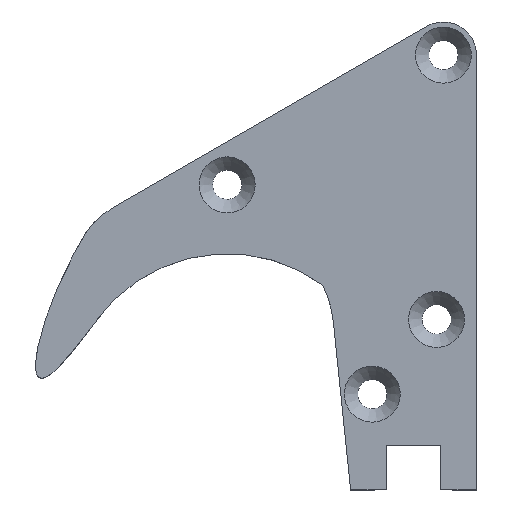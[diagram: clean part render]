
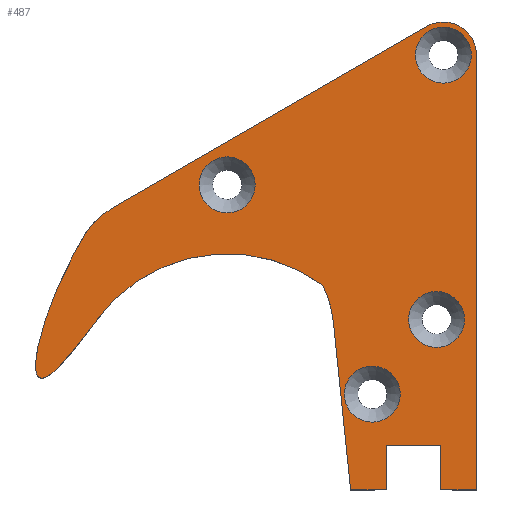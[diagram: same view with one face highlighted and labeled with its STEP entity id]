
A CAD part, top view. The second image highlights one B-rep face of the part: STEP entity #487.
In plain terms, the highlighted planar face has unit normal (0, 0, 1).
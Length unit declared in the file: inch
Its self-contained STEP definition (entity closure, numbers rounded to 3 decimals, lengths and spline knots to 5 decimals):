
#17=(
BOUNDED_CURVE()
B_SPLINE_CURVE(5,(#952,#953,#954,#955,#956,#957,#958,#959,#960,#961,#962,
#963,#964,#965,#966,#967,#968,#969,#970,#971,#972,#973,#974,#975,#976),
 .UNSPECIFIED.,.F.,.F.)
B_SPLINE_CURVE_WITH_KNOTS((6,1,1,1,1,1,1,1,1,1,1,1,1,1,1,1,1,1,1,1,6),(-1.,
-0.95,-0.9,-0.85,-0.8,-0.75,-0.7,-0.65,-0.6,-0.55,-0.5,-0.45,-0.4,-0.35,
-0.3,-0.25,-0.2,-0.15,-0.1,-0.05,0.),.UNSPECIFIED.)
CURVE()
GEOMETRIC_REPRESENTATION_ITEM()
RATIONAL_B_SPLINE_CURVE((1.,1.,1.,1.,1.,1.,1.,1.,1.,1.,1.,1.,1.,1.,1.,1.,
1.,1.,1.,1.,1.,1.,1.,1.,1.))
REPRESENTATION_ITEM('')
);
#23=FACE_BOUND('',#105,.T.);
#24=FACE_BOUND('',#106,.T.);
#25=FACE_BOUND('',#107,.T.);
#26=FACE_BOUND('',#108,.T.);
#37=PLANE('',#554);
#74=FACE_OUTER_BOUND('',#104,.T.);
#104=EDGE_LOOP('',(#442,#443,#444,#445,#446,#447,#448,#449,#450,#451,#452,
#453));
#105=EDGE_LOOP('',(#454));
#106=EDGE_LOOP('',(#455));
#107=EDGE_LOOP('',(#456));
#108=EDGE_LOOP('',(#457));
#131=LINE('',#898,#168);
#137=LINE('',#988,#174);
#138=LINE('',#992,#175);
#139=LINE('',#996,#176);
#140=LINE('',#1001,#177);
#141=LINE('',#1004,#178);
#143=LINE('',#1009,#180);
#145=LINE('',#1035,#182);
#168=VECTOR('',#633,0.3937);
#174=VECTOR('',#649,0.3937);
#175=VECTOR('',#654,0.3937);
#176=VECTOR('',#659,0.3937);
#177=VECTOR('',#664,0.3937);
#178=VECTOR('',#669,0.3937);
#180=VECTOR('',#675,0.3937);
#182=VECTOR('',#697,0.3937);
#183=CIRCLE('',#503,0.2535);
#186=CIRCLE('',#508,0.2535);
#189=CIRCLE('',#513,0.2535);
#192=CIRCLE('',#518,0.2535);
#200=CIRCLE('',#530,1.46066);
#201=CIRCLE('',#532,0.96607);
#209=CIRCLE('',#552,0.3);
#210=VERTEX_POINT('',#702);
#213=VERTEX_POINT('',#712);
#216=VERTEX_POINT('',#722);
#219=VERTEX_POINT('',#732);
#241=VERTEX_POINT('',#895);
#242=VERTEX_POINT('',#897);
#243=VERTEX_POINT('',#950);
#244=VERTEX_POINT('',#978);
#245=VERTEX_POINT('',#982);
#246=VERTEX_POINT('',#986);
#247=VERTEX_POINT('',#990);
#248=VERTEX_POINT('',#994);
#249=VERTEX_POINT('',#998);
#250=VERTEX_POINT('',#1000);
#251=VERTEX_POINT('',#1007);
#253=VERTEX_POINT('',#1031);
#254=EDGE_CURVE('',#210,#210,#183,.T.);
#259=EDGE_CURVE('',#213,#213,#186,.T.);
#264=EDGE_CURVE('',#216,#216,#189,.T.);
#269=EDGE_CURVE('',#219,#219,#192,.T.);
#294=EDGE_CURVE('',#242,#241,#131,.T.);
#297=EDGE_CURVE('',#241,#243,#17,.T.);
#299=EDGE_CURVE('',#243,#244,#200,.T.);
#301=EDGE_CURVE('',#244,#245,#201,.T.);
#303=EDGE_CURVE('',#245,#246,#137,.T.);
#305=EDGE_CURVE('',#246,#247,#138,.T.);
#307=EDGE_CURVE('',#247,#248,#139,.T.);
#309=EDGE_CURVE('',#250,#249,#140,.T.);
#311=EDGE_CURVE('',#248,#250,#141,.T.);
#314=EDGE_CURVE('',#249,#251,#143,.T.);
#319=EDGE_CURVE('',#253,#242,#209,.T.);
#321=EDGE_CURVE('',#251,#253,#145,.T.);
#442=ORIENTED_EDGE('',*,*,#309,.T.);
#443=ORIENTED_EDGE('',*,*,#314,.T.);
#444=ORIENTED_EDGE('',*,*,#321,.T.);
#445=ORIENTED_EDGE('',*,*,#319,.T.);
#446=ORIENTED_EDGE('',*,*,#294,.T.);
#447=ORIENTED_EDGE('',*,*,#297,.T.);
#448=ORIENTED_EDGE('',*,*,#299,.T.);
#449=ORIENTED_EDGE('',*,*,#301,.T.);
#450=ORIENTED_EDGE('',*,*,#303,.T.);
#451=ORIENTED_EDGE('',*,*,#305,.T.);
#452=ORIENTED_EDGE('',*,*,#307,.T.);
#453=ORIENTED_EDGE('',*,*,#311,.T.);
#454=ORIENTED_EDGE('',*,*,#254,.T.);
#455=ORIENTED_EDGE('',*,*,#259,.T.);
#456=ORIENTED_EDGE('',*,*,#264,.T.);
#457=ORIENTED_EDGE('',*,*,#269,.T.);
#487=ADVANCED_FACE('',(#74,#23,#24,#25,#26),#37,.T.);
#503=AXIS2_PLACEMENT_3D('',#703,#559,#560);
#508=AXIS2_PLACEMENT_3D('',#713,#571,#572);
#513=AXIS2_PLACEMENT_3D('',#723,#583,#584);
#518=AXIS2_PLACEMENT_3D('',#733,#595,#596);
#530=AXIS2_PLACEMENT_3D('',#980,#639,#640);
#532=AXIS2_PLACEMENT_3D('',#984,#644,#645);
#552=AXIS2_PLACEMENT_3D('',#1032,#692,#693);
#554=AXIS2_PLACEMENT_3D('',#1036,#698,#699);
#559=DIRECTION('center_axis',(0.,0.,-1.));
#560=DIRECTION('ref_axis',(1.,0.,0.));
#571=DIRECTION('center_axis',(0.,0.,-1.));
#572=DIRECTION('ref_axis',(1.,0.,0.));
#583=DIRECTION('center_axis',(0.,0.,-1.));
#584=DIRECTION('ref_axis',(1.,0.,0.));
#595=DIRECTION('center_axis',(0.,0.,-1.));
#596=DIRECTION('ref_axis',(1.,0.,0.));
#633=DIRECTION('',(-0.866,-0.5,0.));
#639=DIRECTION('center_axis',(0.,0.,-1.));
#640=DIRECTION('ref_axis',(0.592,0.806,0.));
#644=DIRECTION('center_axis',(0.,0.,-1.));
#645=DIRECTION('ref_axis',(0.995,0.102,0.));
#649=DIRECTION('',(0.102,-0.995,0.));
#654=DIRECTION('',(1.,0.,0.));
#659=DIRECTION('',(0.,1.,0.));
#664=DIRECTION('',(0.,-1.,0.));
#669=DIRECTION('',(1.,0.,0.));
#675=DIRECTION('',(1.,0.,0.));
#692=DIRECTION('center_axis',(0.,0.,1.));
#693=DIRECTION('ref_axis',(1.,0.,0.));
#697=DIRECTION('',(0.,1.,0.));
#698=DIRECTION('center_axis',(0.,0.,1.));
#699=DIRECTION('ref_axis',(1.,0.,0.));
#702=CARTESIAN_POINT('',(1.64278,3.46434,0.25));
#703=CARTESIAN_POINT('Origin',(1.89628,3.46434,0.25));
#712=CARTESIAN_POINT('',(-0.2535,4.683,0.25));
#713=CARTESIAN_POINT('Origin',(0.,4.683,0.25));
#722=CARTESIAN_POINT('',(1.704,5.85748,0.25));
#723=CARTESIAN_POINT('Origin',(1.9575,5.85748,0.25));
#732=CARTESIAN_POINT('',(1.06065,2.78728,0.25));
#733=CARTESIAN_POINT('Origin',(1.31415,2.78728,0.25));
#895=CARTESIAN_POINT('',(-1.02995,4.47909,0.25));
#897=CARTESIAN_POINT('',(1.8075,6.11729,0.25));
#898=CARTESIAN_POINT('',(-1.02995,4.47909,0.25));
#950=CARTESIAN_POINT('',(-1.18019,3.45897,0.25));
#952=CARTESIAN_POINT('Ctrl Pts',(-1.02995,4.47909,0.25));
#953=CARTESIAN_POINT('Ctrl Pts',(-1.05183,4.46645,0.25));
#954=CARTESIAN_POINT('Ctrl Pts',(-1.09319,4.44082,0.25));
#955=CARTESIAN_POINT('Ctrl Pts',(-1.14802,4.40124,0.25));
#956=CARTESIAN_POINT('Ctrl Pts',(-1.20786,4.34595,0.25));
#957=CARTESIAN_POINT('Ctrl Pts',(-1.26715,4.27089,0.25));
#958=CARTESIAN_POINT('Ctrl Pts',(-1.31887,4.18746,0.25));
#959=CARTESIAN_POINT('Ctrl Pts',(-1.37033,4.09301,0.25));
#960=CARTESIAN_POINT('Ctrl Pts',(-1.42562,3.98498,0.25));
#961=CARTESIAN_POINT('Ctrl Pts',(-1.48551,3.86159,0.25));
#962=CARTESIAN_POINT('Ctrl Pts',(-1.54828,3.72259,0.25));
#963=CARTESIAN_POINT('Ctrl Pts',(-1.61023,3.57004,0.25));
#964=CARTESIAN_POINT('Ctrl Pts',(-1.66632,3.40923,0.25));
#965=CARTESIAN_POINT('Ctrl Pts',(-1.71065,3.24939,0.25));
#966=CARTESIAN_POINT('Ctrl Pts',(-1.73703,3.10507,0.25));
#967=CARTESIAN_POINT('Ctrl Pts',(-1.73988,2.99328,0.25));
#968=CARTESIAN_POINT('Ctrl Pts',(-1.7154,2.92908,0.25));
#969=CARTESIAN_POINT('Ctrl Pts',(-1.66252,2.92221,0.25));
#970=CARTESIAN_POINT('Ctrl Pts',(-1.58442,2.97193,0.25));
#971=CARTESIAN_POINT('Ctrl Pts',(-1.48828,3.06697,0.25));
#972=CARTESIAN_POINT('Ctrl Pts',(-1.38295,3.19109,0.25));
#973=CARTESIAN_POINT('Ctrl Pts',(-1.29838,3.29983,0.25));
#974=CARTESIAN_POINT('Ctrl Pts',(-1.23782,3.38047,0.25));
#975=CARTESIAN_POINT('Ctrl Pts',(-1.19912,3.433,0.25));
#976=CARTESIAN_POINT('Ctrl Pts',(-1.18019,3.45897,0.25));
#978=CARTESIAN_POINT('',(0.86524,3.77516,0.25));
#980=CARTESIAN_POINT('Origin',(0.,2.59834,0.25));
#982=CARTESIAN_POINT('',(0.96101,3.44412,0.25));
#984=CARTESIAN_POINT('Origin',(0.,3.34545,0.25));
#986=CARTESIAN_POINT('',(1.1175,1.92,0.25));
#988=CARTESIAN_POINT('',(1.1175,1.92,0.25));
#990=CARTESIAN_POINT('',(1.44255,1.92,0.25));
#992=CARTESIAN_POINT('',(1.1175,1.92,0.25));
#994=CARTESIAN_POINT('',(1.44255,2.32,0.25));
#996=CARTESIAN_POINT('',(1.44255,1.92,0.25));
#998=CARTESIAN_POINT('',(1.93245,1.92,0.25));
#1000=CARTESIAN_POINT('',(1.93245,2.32,0.25));
#1001=CARTESIAN_POINT('',(1.93245,1.92,0.25));
#1004=CARTESIAN_POINT('',(0.97315,2.32,0.25));
#1007=CARTESIAN_POINT('',(2.2575,1.92,0.25));
#1009=CARTESIAN_POINT('',(1.1175,1.92,0.25));
#1031=CARTESIAN_POINT('',(2.2575,5.85748,0.25));
#1032=CARTESIAN_POINT('Origin',(1.9575,5.85748,0.25));
#1035=CARTESIAN_POINT('',(2.2575,5.85748,0.25));
#1036=CARTESIAN_POINT('Origin',(0.25881,4.03874,0.25));
